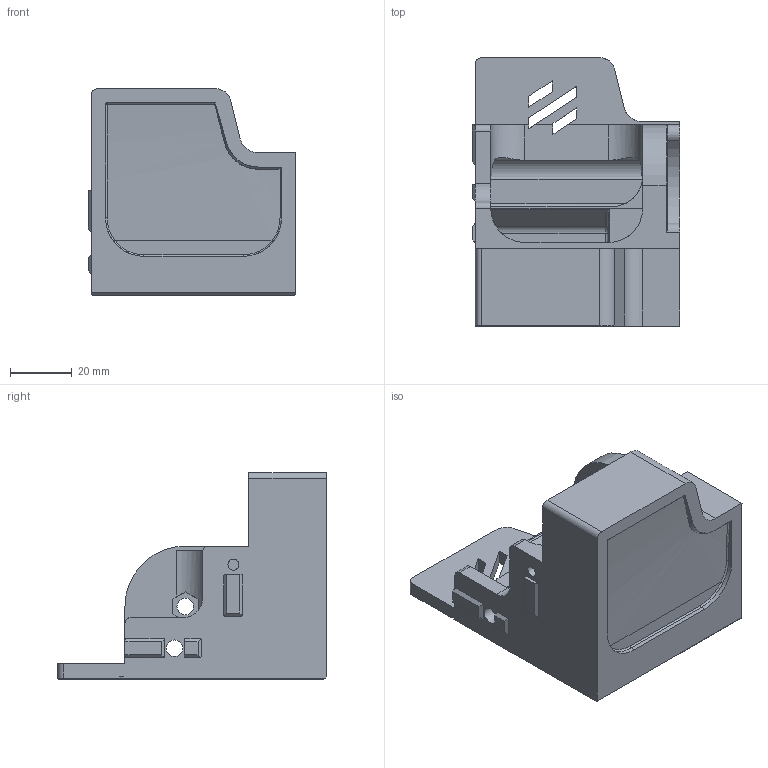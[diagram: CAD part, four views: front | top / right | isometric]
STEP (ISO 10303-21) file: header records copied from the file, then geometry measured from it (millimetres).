
FILE_DESCRIPTION(/* description */ (''),/* implementation_level */ '2;1');
FILE_NAME(/* name */ 'Foot_B_CCD.step',/* time_stamp */ '2024-06-12T18:47:01+02:00',/* author */ (''),/* organization */ (''),/* preprocessor_version */ 'ST-DEVELOPER v20',/* originating_system */ 'Autodesk Translation Framework v13.14.0.145',/* authorisation */ '');
FILE_SCHEMA (('AUTOMOTIVE_DESIGN { 1 0 10303 214 3 1 1 }'));
Length unit declared in the file: millimetre
Products named in the file (1): (Nicht gespeichert)
Bounding box: 67 x 86.7 x 66.7 mm (x, y, z)
Volume: 143661.7 mm3; surface area: 34901.6 mm2
Topology: 1 solids, 4 shells, 267 faces, 688 edges, 430 vertices
Faces by surface type: plane 147, cylinder 82, bspline 13, cone 11, sphere 8, torus 6
Full cylindrical faces by diameter (mm): 2.8 x3, 3.5 x1, 5.4 x3, 5.5 x1, 11 x1
Entity records: 9395 total; most frequent: CARTESIAN_POINT 2831, ORIENTED_EDGE 1370, DIRECTION 1354, EDGE_CURVE 685, AXIS2_PLACEMENT_3D 460, LINE 434, VECTOR 434, VERTEX_POINT 430
